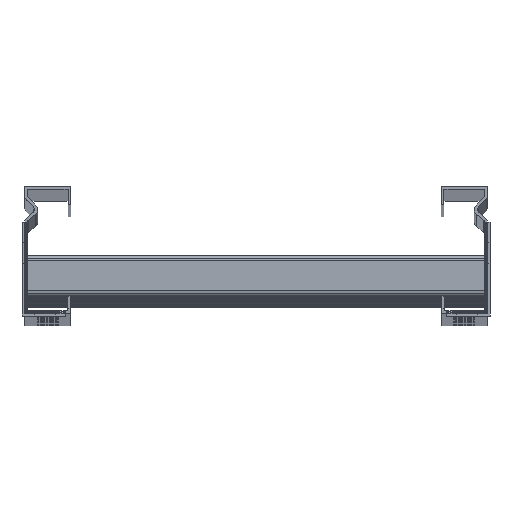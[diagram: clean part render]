
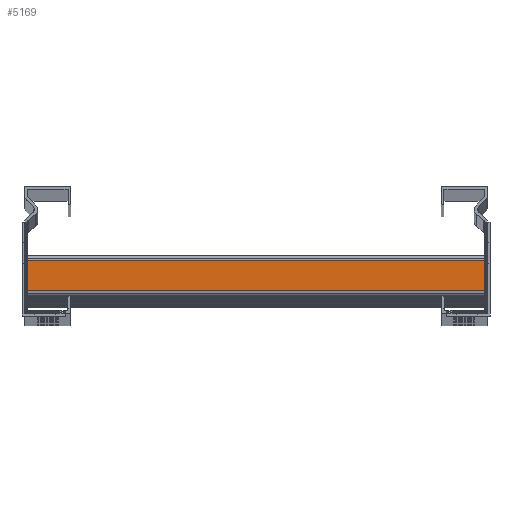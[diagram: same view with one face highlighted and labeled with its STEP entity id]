
A CAD part, top view. The second image highlights one B-rep face of the part: STEP entity #5169.
In plain terms, the highlighted face is planar.
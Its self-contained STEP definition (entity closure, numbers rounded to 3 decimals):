
#257 = VERTEX_POINT ( 'NONE', #4744 ) ;
#636 = EDGE_CURVE ( 'NONE', #8355, #257, #9663, .T. ) ;
#1875 = PLANE ( 'NONE',  #9080 ) ;
#2239 = LINE ( 'NONE', #3433, #6692 ) ;
#2336 = ORIENTED_EDGE ( 'NONE', *, *, #5750, .T. ) ;
#2933 = EDGE_CURVE ( 'NONE', #5399, #8355, #2239, .T. ) ;
#3090 = VERTEX_POINT ( 'NONE', #8866 ) ;
#3182 = ORIENTED_EDGE ( 'NONE', *, *, #8037, .T. ) ;
#3433 = CARTESIAN_POINT ( 'NONE',  ( 18., 15.5, 99. ) ) ;
#3698 = VECTOR ( 'NONE', #5989, 1000. ) ;
#3916 = LINE ( 'NONE', #7306, #8628 ) ;
#4744 = CARTESIAN_POINT ( 'NONE',  ( 18., 2.5, -99. ) ) ;
#4819 = VECTOR ( 'NONE', #7243, 1000. ) ;
#4844 = DIRECTION ( 'NONE',  ( 0., 0., -1. ) ) ;
#4954 = DIRECTION ( 'NONE',  ( 1., 0., 0. ) ) ;
#5014 = CARTESIAN_POINT ( 'NONE',  ( 18., 18., 99. ) ) ;
#5169 = ADVANCED_FACE ( 'NONE', ( #7692 ), #1875, .T. ) ;
#5399 = VERTEX_POINT ( 'NONE', #8962 ) ;
#5726 = DIRECTION ( 'NONE',  ( 0., 0., -1. ) ) ;
#5750 = EDGE_CURVE ( 'NONE', #3090, #257, #3916, .T. ) ;
#5989 = DIRECTION ( 'NONE',  ( 0., -1., 0. ) ) ;
#6611 = ORIENTED_EDGE ( 'NONE', *, *, #636, .F. ) ;
#6692 = VECTOR ( 'NONE', #4844, 1000. ) ;
#7027 = CARTESIAN_POINT ( 'NONE',  ( 18., 15.5, -99. ) ) ;
#7218 = DIRECTION ( 'NONE',  ( 0., 0., -1. ) ) ;
#7243 = DIRECTION ( 'NONE',  ( 0., -1., 0. ) ) ;
#7306 = CARTESIAN_POINT ( 'NONE',  ( 18., 2.5, 99. ) ) ;
#7353 = ORIENTED_EDGE ( 'NONE', *, *, #2933, .F. ) ;
#7692 = FACE_OUTER_BOUND ( 'NONE', #7751, .T. ) ;
#7751 = EDGE_LOOP ( 'NONE', ( #6611, #7353, #3182, #2336 ) ) ;
#8037 = EDGE_CURVE ( 'NONE', #5399, #3090, #9509, .T. ) ;
#8355 = VERTEX_POINT ( 'NONE', #7027 ) ;
#8628 = VECTOR ( 'NONE', #5726, 1000. ) ;
#8752 = CARTESIAN_POINT ( 'NONE',  ( 18., 18., 99. ) ) ;
#8866 = CARTESIAN_POINT ( 'NONE',  ( 18., 2.5, 99. ) ) ;
#8962 = CARTESIAN_POINT ( 'NONE',  ( 18., 15.5, 99. ) ) ;
#9080 = AXIS2_PLACEMENT_3D ( 'NONE', #8752, #4954, #7218 ) ;
#9509 = LINE ( 'NONE', #5014, #4819 ) ;
#9663 = LINE ( 'NONE', #9682, #3698 ) ;
#9682 = CARTESIAN_POINT ( 'NONE',  ( 18., 18., -99. ) ) ;
